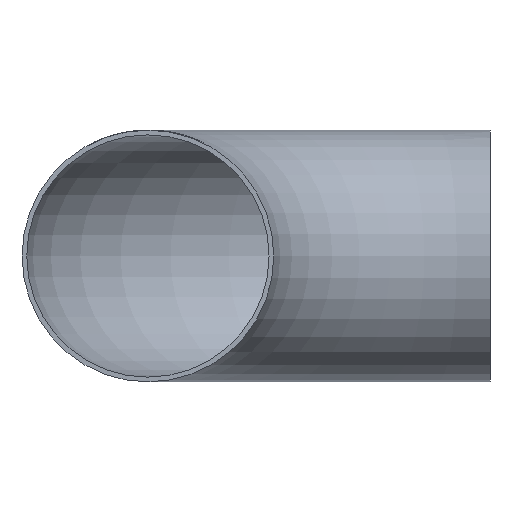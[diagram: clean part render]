
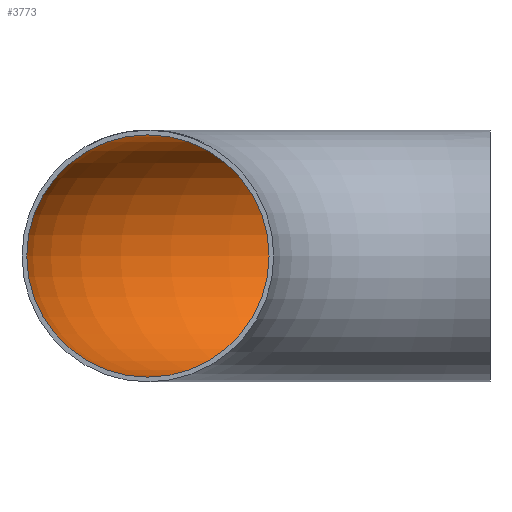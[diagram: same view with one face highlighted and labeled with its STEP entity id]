
A CAD part, front view. The second image highlights one B-rep face of the part: STEP entity #3773.
In plain terms, the highlighted toroidal (fillet/blend) face has major radius 216 mm and minor radius 76.5 mm.
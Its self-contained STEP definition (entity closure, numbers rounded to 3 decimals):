
#349 = AXIS2_PLACEMENT_3D ( 'NONE', #3668, #6220, #4287 ) ;
#2658 = EDGE_LOOP ( 'NONE', ( #3172 ) ) ;
#3172 = ORIENTED_EDGE ( 'NONE', *, *, #7623, .T. ) ;
#3494 = DIRECTION ( 'NONE',  ( 0., 0., -1. ) ) ;
#3668 = CARTESIAN_POINT ( 'NONE',  ( -216., 0., 0. ) ) ;
#3719 = DIRECTION ( 'NONE',  ( 1., 0., 0. ) ) ;
#3773 = ADVANCED_FACE ( 'NONE', ( #6718, #6129 ), #7620, .F. ) ;
#4027 = AXIS2_PLACEMENT_3D ( 'NONE', #6948, #3719, #4403 ) ;
#4125 = DIRECTION ( 'NONE',  ( -1., 0., 0. ) ) ;
#4287 = DIRECTION ( 'NONE',  ( 0., 0., 1. ) ) ;
#4403 = DIRECTION ( 'NONE',  ( 0., 1., 0. ) ) ;
#4754 = CARTESIAN_POINT ( 'NONE',  ( -216., 0., 76.5 ) ) ;
#4782 = CARTESIAN_POINT ( 'NONE',  ( 0., 292.5, 0. ) ) ;
#4812 = EDGE_LOOP ( 'NONE', ( #5381 ) ) ;
#5381 = ORIENTED_EDGE ( 'NONE', *, *, #6224, .F. ) ;
#5796 = CIRCLE ( 'NONE', #4027, 76.5 ) ;
#6129 = FACE_OUTER_BOUND ( 'NONE', #4812, .T. ) ;
#6220 = DIRECTION ( 'NONE',  ( 0., 1., 0. ) ) ;
#6224 = EDGE_CURVE ( 'NONE', #7653, #7653, #6820, .T. ) ;
#6246 = AXIS2_PLACEMENT_3D ( 'NONE', #6745, #3494, #4125 ) ;
#6354 = VERTEX_POINT ( 'NONE', #4782 ) ;
#6718 = FACE_OUTER_BOUND ( 'NONE', #2658, .T. ) ;
#6745 = CARTESIAN_POINT ( 'NONE',  ( 0., 0., 0. ) ) ;
#6820 = CIRCLE ( 'NONE', #349, 76.5 ) ;
#6948 = CARTESIAN_POINT ( 'NONE',  ( 0., 216., 0. ) ) ;
#7620 = TOROIDAL_SURFACE ( 'NONE', #6246, 216., 76.5 ) ;
#7623 = EDGE_CURVE ( 'NONE', #6354, #6354, #5796, .T. ) ;
#7653 = VERTEX_POINT ( 'NONE', #4754 ) ;
